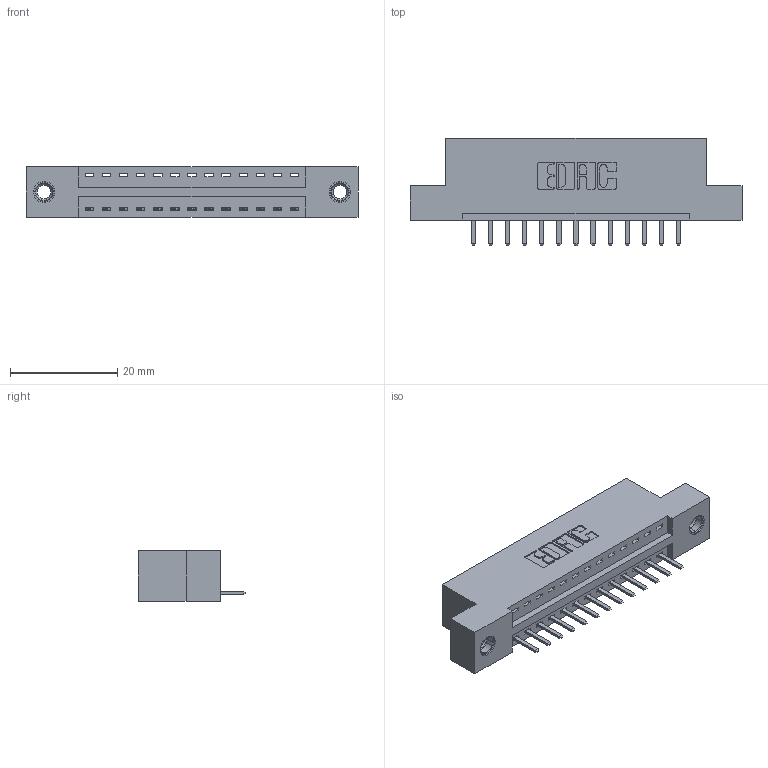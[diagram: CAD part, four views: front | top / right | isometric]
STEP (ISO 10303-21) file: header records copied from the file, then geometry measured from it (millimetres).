
FILE_DESCRIPTION (( 'STEP AP203' ), '1' );
FILE_NAME ('346-013-520-107.STEP', '2022-05-05T03:56:30', ( '' ), ( '' ), 'SwSTEP 2.0', 'SolidWorks 2020', '' );
FILE_SCHEMA (( 'CONFIG_CONTROL_DESIGN' ));
Length unit declared in the file: inch
Products named in the file (4): 345-250-001_345-250-005-103; 345-292-001_345-293-120; 346 Part_Flush Mounting Lugs - 0.156 Dia-TI; 346-013-520-107
Assembly tree (16 placements, depth 2):
  346-013-520-107
    346 Part_Flush Mounting Lugs - 0.156 Dia-TI
    345-292-001_345-293-120  x13
    345-250-001_345-250-005-103  x2
Bounding box: 61.85 x 20.02 x 9.4 mm (x, y, z)
Volume: 5669.6 mm3; surface area: 6683.1 mm2
Topology: 16 solids, 16 shells, 988 faces, 2857 edges, 1862 vertices
Faces by surface type: plane 654, cylinder 318, cone 12, torus 4
Entity records: 13272 total; most frequent: CARTESIAN_POINT 2278, ORIENTED_EDGE 2206, DIRECTION 2059, EDGE_CURVE 1103, VECTOR 895, LINE 895, VERTEX_POINT 728, AXIS2_PLACEMENT_3D 582
